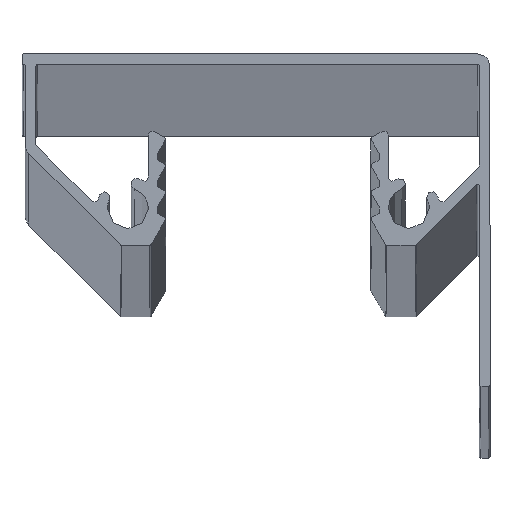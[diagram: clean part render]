
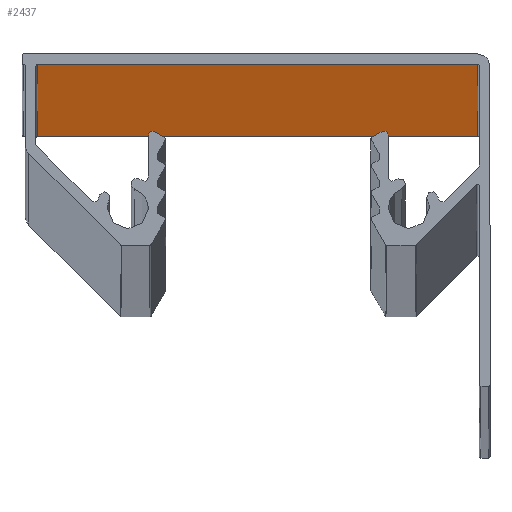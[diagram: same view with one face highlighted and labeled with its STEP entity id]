
A CAD part, top view. The second image highlights one B-rep face of the part: STEP entity #2437.
In plain terms, the highlighted planar face has unit normal (0, -1, 0).
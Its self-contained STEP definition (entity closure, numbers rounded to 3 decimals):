
#124 = VERTEX_POINT ( 'NONE', #3396 ) ;
#253 = EDGE_LOOP ( 'NONE', ( #4215, #909, #1961, #1954 ) ) ;
#482 = CARTESIAN_POINT ( 'NONE',  ( 0., 0., 5000. ) ) ;
#493 = VECTOR ( 'NONE', #3935, 1000. ) ;
#556 = DIRECTION ( 'NONE',  ( 0., 0., 1. ) ) ;
#717 = LINE ( 'NONE', #3154, #1061 ) ;
#744 = DIRECTION ( 'NONE',  ( 1., 0., 0. ) ) ;
#817 = VECTOR ( 'NONE', #744, 1000. ) ;
#909 = ORIENTED_EDGE ( 'NONE', *, *, #3508, .F. ) ;
#1061 = VECTOR ( 'NONE', #1730, 1000. ) ;
#1099 = CARTESIAN_POINT ( 'NONE',  ( 25.5, 0., 5000. ) ) ;
#1102 = VERTEX_POINT ( 'NONE', #4350 ) ;
#1161 = CARTESIAN_POINT ( 'NONE',  ( 0., 0., 5000. ) ) ;
#1422 = EDGE_CURVE ( 'NONE', #124, #1102, #2814, .T. ) ;
#1508 = LINE ( 'NONE', #4293, #493 ) ;
#1531 = LINE ( 'NONE', #482, #4033 ) ;
#1730 = DIRECTION ( 'NONE',  ( 0., 0., -1. ) ) ;
#1879 = FACE_OUTER_BOUND ( 'NONE', #253, .T. ) ;
#1954 = ORIENTED_EDGE ( 'NONE', *, *, #2508, .T. ) ;
#1961 = ORIENTED_EDGE ( 'NONE', *, *, #2461, .F. ) ;
#2299 = PLANE ( 'NONE',  #3080 ) ;
#2437 = ADVANCED_FACE ( 'NONE', ( #1879 ), #2299, .F. ) ;
#2461 = EDGE_CURVE ( 'NONE', #3691, #4191, #1531, .T. ) ;
#2508 = EDGE_CURVE ( 'NONE', #3691, #124, #1508, .T. ) ;
#2814 = LINE ( 'NONE', #3848, #817 ) ;
#3080 = AXIS2_PLACEMENT_3D ( 'NONE', #1161, #3628, #556 ) ;
#3154 = CARTESIAN_POINT ( 'NONE',  ( 25.5, 0., 5000. ) ) ;
#3396 = CARTESIAN_POINT ( 'NONE',  ( -28.1, 0., 0. ) ) ;
#3508 = EDGE_CURVE ( 'NONE', #4191, #1102, #717, .T. ) ;
#3628 = DIRECTION ( 'NONE',  ( 0., 1., 0. ) ) ;
#3691 = VERTEX_POINT ( 'NONE', #4409 ) ;
#3848 = CARTESIAN_POINT ( 'NONE',  ( 0., 0., 0. ) ) ;
#3935 = DIRECTION ( 'NONE',  ( 0., 0., -1. ) ) ;
#4033 = VECTOR ( 'NONE', #4271, 1000. ) ;
#4191 = VERTEX_POINT ( 'NONE', #1099 ) ;
#4215 = ORIENTED_EDGE ( 'NONE', *, *, #1422, .T. ) ;
#4271 = DIRECTION ( 'NONE',  ( 1., 0., 0. ) ) ;
#4293 = CARTESIAN_POINT ( 'NONE',  ( -28.1, 0., 5000. ) ) ;
#4350 = CARTESIAN_POINT ( 'NONE',  ( 25.5, 0., 0. ) ) ;
#4409 = CARTESIAN_POINT ( 'NONE',  ( -28.1, 0., 5000. ) ) ;
